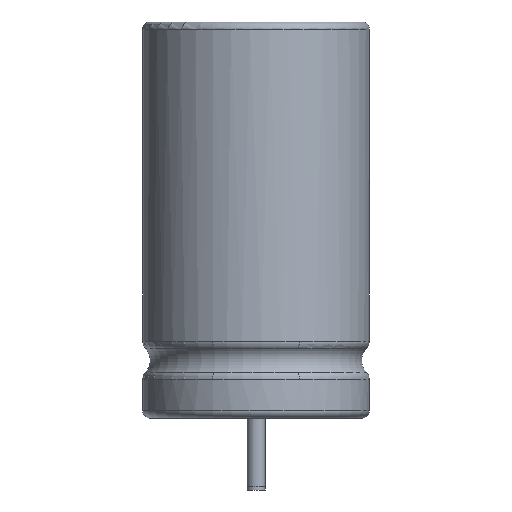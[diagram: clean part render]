
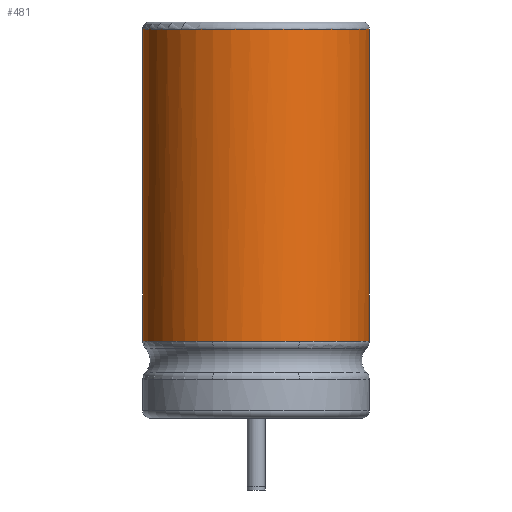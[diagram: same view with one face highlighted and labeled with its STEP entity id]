
A CAD part, front view. The second image highlights one B-rep face of the part: STEP entity #481.
In plain terms, the highlighted cylindrical face has radius 3.15 mm (diameter 6.3 mm), a full revolution.
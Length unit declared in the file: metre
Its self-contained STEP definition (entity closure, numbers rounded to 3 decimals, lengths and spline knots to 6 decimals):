
#18=B_SPLINE_CURVE_WITH_KNOTS('',12,(#836,#837,#838,#839,#840,#841,#842,
#843,#844,#845,#846,#847,#848,#849,#850,#851,#852,#853,#854,#855,#856,#857,
#858,#859,#860,#861,#862,#863,#864,#865,#866,#867,#868,#869,#870),
 .UNSPECIFIED.,.F.,.F.,(13,11,11,13),(-0.737876,0.,
17.31803,18.055905),.UNSPECIFIED.);
#19=B_SPLINE_CURVE_WITH_KNOTS('',5,(#873,#874,#875,#876,#877,#878,#879,
#880,#881,#882,#883,#884,#885,#886),.UNSPECIFIED.,.F.,.F.,(6,4,4,6),(-0.150461,
0.,2.474004,2.624465),.UNSPECIFIED.);
#34=CYLINDRICAL_SURFACE('',#572,0.00315);
#50=CIRCLE('',#571,0.00315);
#142=ORIENTED_EDGE('',*,*,#225,.T.);
#143=ORIENTED_EDGE('',*,*,#226,.F.);
#144=ORIENTED_EDGE('',*,*,#227,.F.);
#225=EDGE_CURVE('',#274,#274,#50,.T.);
#226=EDGE_CURVE('',#275,#276,#18,.T.);
#227=EDGE_CURVE('',#276,#275,#19,.T.);
#274=VERTEX_POINT('',#834);
#275=VERTEX_POINT('',#871);
#276=VERTEX_POINT('',#872);
#368=EDGE_LOOP('',(#142));
#369=EDGE_LOOP('',(#143,#144));
#416=FACE_BOUND('',#368,.T.);
#417=FACE_BOUND('',#369,.T.);
#481=ADVANCED_FACE('',(#416,#417),#34,.T.);
#571=AXIS2_PLACEMENT_3D('',#833,#686,#687);
#572=AXIS2_PLACEMENT_3D('',#835,#688,#689);
#686=DIRECTION('',(0.,0.,-1.));
#687=DIRECTION('',(-1.,0.,0.));
#688=DIRECTION('',(0.,0.,1.));
#689=DIRECTION('',(-0.383,-0.924,0.));
#833=CARTESIAN_POINT('',(0.0602,0.0346,0.01245));
#834=CARTESIAN_POINT('',(0.05705,0.0346,0.01245));
#835=CARTESIAN_POINT('',(0.0602,0.0346,0.00185));
#836=CARTESIAN_POINT('',(0.059676,0.031407,0.003785));
#837=CARTESIAN_POINT('',(0.059619,0.031431,0.003785));
#838=CARTESIAN_POINT('',(0.059562,0.031455,0.003785));
#839=CARTESIAN_POINT('',(0.059505,0.031478,0.003785));
#840=CARTESIAN_POINT('',(0.059448,0.031502,0.003785));
#841=CARTESIAN_POINT('',(0.059391,0.031526,0.003785));
#842=CARTESIAN_POINT('',(0.059334,0.031549,0.003785));
#843=CARTESIAN_POINT('',(0.059277,0.031573,0.003785));
#844=CARTESIAN_POINT('',(0.059221,0.031596,0.003785));
#845=CARTESIAN_POINT('',(0.059164,0.03162,0.003785));
#846=CARTESIAN_POINT('',(0.059107,0.031643,0.003785));
#847=CARTESIAN_POINT('',(0.059051,0.031666,0.003785));
#848=CARTESIAN_POINT('',(0.05767,0.032238,0.003785));
#849=CARTESIAN_POINT('',(0.056598,0.033453,0.003785));
#850=CARTESIAN_POINT('',(0.056174,0.035205,0.003785));
#851=CARTESIAN_POINT('',(0.056726,0.037085,0.003785));
#852=CARTESIAN_POINT('',(0.058105,0.038484,0.003785));
#853=CARTESIAN_POINT('',(0.0602,0.039186,0.003785));
#854=CARTESIAN_POINT('',(0.062295,0.038484,0.003785));
#855=CARTESIAN_POINT('',(0.063674,0.037085,0.003785));
#856=CARTESIAN_POINT('',(0.064226,0.035205,0.003785));
#857=CARTESIAN_POINT('',(0.063802,0.033453,0.003785));
#858=CARTESIAN_POINT('',(0.06273,0.032238,0.003785));
#859=CARTESIAN_POINT('',(0.061349,0.031666,0.003785));
#860=CARTESIAN_POINT('',(0.061293,0.031643,0.003785));
#861=CARTESIAN_POINT('',(0.061236,0.03162,0.003785));
#862=CARTESIAN_POINT('',(0.061179,0.031596,0.003785));
#863=CARTESIAN_POINT('',(0.061123,0.031573,0.003785));
#864=CARTESIAN_POINT('',(0.061066,0.031549,0.003785));
#865=CARTESIAN_POINT('',(0.061009,0.031526,0.003785));
#866=CARTESIAN_POINT('',(0.060952,0.031502,0.003785));
#867=CARTESIAN_POINT('',(0.060895,0.031478,0.003785));
#868=CARTESIAN_POINT('',(0.060838,0.031455,0.003785));
#869=CARTESIAN_POINT('',(0.060781,0.031431,0.003785));
#870=CARTESIAN_POINT('',(0.060724,0.031407,0.003785));
#871=CARTESIAN_POINT('',(0.058995,0.03169,0.003785));
#872=CARTESIAN_POINT('',(0.061405,0.03169,0.003785));
#873=CARTESIAN_POINT('',(0.061544,0.031747,0.003785));
#874=CARTESIAN_POINT('',(0.061517,0.031736,0.003785));
#875=CARTESIAN_POINT('',(0.061489,0.031724,0.003785));
#876=CARTESIAN_POINT('',(0.061461,0.031713,0.003785));
#877=CARTESIAN_POINT('',(0.061433,0.031701,0.003785));
#878=CARTESIAN_POINT('',(0.060948,0.0315,0.003785));
#879=CARTESIAN_POINT('',(0.060454,0.031401,0.003785));
#880=CARTESIAN_POINT('',(0.059946,0.031401,0.003785));
#881=CARTESIAN_POINT('',(0.059452,0.0315,0.003785));
#882=CARTESIAN_POINT('',(0.058967,0.031701,0.003785));
#883=CARTESIAN_POINT('',(0.058939,0.031713,0.003785));
#884=CARTESIAN_POINT('',(0.058911,0.031724,0.003785));
#885=CARTESIAN_POINT('',(0.058883,0.031736,0.003785));
#886=CARTESIAN_POINT('',(0.058856,0.031747,0.003785));
